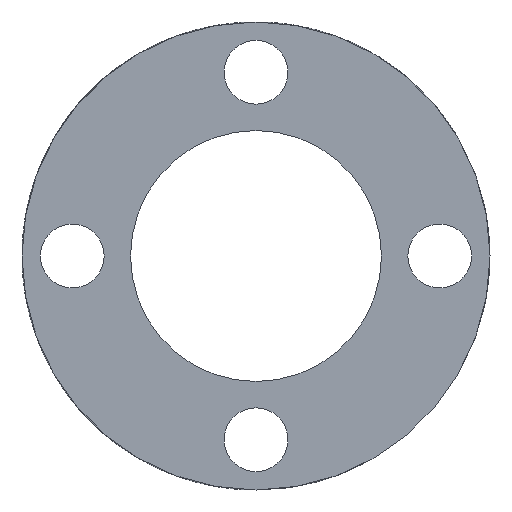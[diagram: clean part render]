
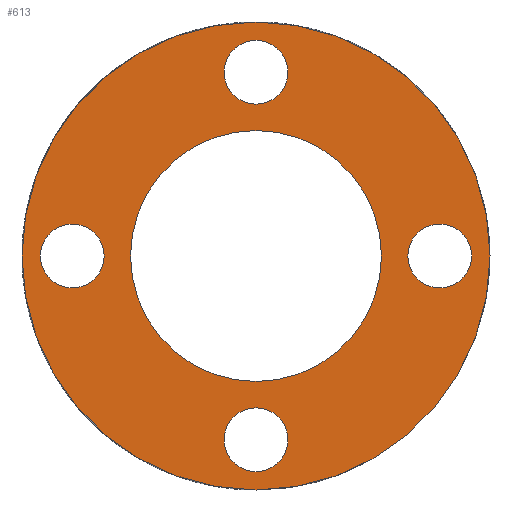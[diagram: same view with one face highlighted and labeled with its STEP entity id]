
A CAD part, front view. The second image highlights one B-rep face of the part: STEP entity #613.
In plain terms, the highlighted planar face has unit normal (0, -1, 0).
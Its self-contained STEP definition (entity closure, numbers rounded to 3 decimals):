
#19 = VERTEX_POINT ( 'NONE', #934 ) ;
#26 = DIRECTION ( 'NONE',  ( 0., 1., 0. ) ) ;
#29 = CIRCLE ( 'NONE', #963, 1.5 ) ;
#42 = DIRECTION ( 'NONE',  ( 0., 0., 1. ) ) ;
#43 = DIRECTION ( 'NONE',  ( 0., 1., 0. ) ) ;
#48 = FACE_BOUND ( 'NONE', #978, .T. ) ;
#51 = VERTEX_POINT ( 'NONE', #695 ) ;
#56 = CARTESIAN_POINT ( 'NONE',  ( 0., 0., 0. ) ) ;
#80 = EDGE_CURVE ( 'NONE', #302, #554, #414, .T. ) ;
#100 = DIRECTION ( 'NONE',  ( 0., 0., 1. ) ) ;
#117 = CARTESIAN_POINT ( 'NONE',  ( -8.638, 0., -1.5 ) ) ;
#137 = CARTESIAN_POINT ( 'NONE',  ( 8.638, 0., 0. ) ) ;
#152 = DIRECTION ( 'NONE',  ( 0., 1., 0. ) ) ;
#153 = EDGE_CURVE ( 'NONE', #525, #567, #961, .T. ) ;
#159 = ORIENTED_EDGE ( 'NONE', *, *, #425, .T. ) ;
#177 = DIRECTION ( 'NONE',  ( 0., 1., 0. ) ) ;
#178 = EDGE_CURVE ( 'NONE', #554, #302, #924, .T. ) ;
#192 = CARTESIAN_POINT ( 'NONE',  ( 0., 0., 7.138 ) ) ;
#229 = CIRCLE ( 'NONE', #1082, 1.5 ) ;
#240 = EDGE_LOOP ( 'NONE', ( #664, #785 ) ) ;
#244 = AXIS2_PLACEMENT_3D ( 'NONE', #56, #816, #489 ) ;
#260 = AXIS2_PLACEMENT_3D ( 'NONE', #835, #763, #348 ) ;
#276 = DIRECTION ( 'NONE',  ( 0., 1., 0. ) ) ;
#278 = AXIS2_PLACEMENT_3D ( 'NONE', #867, #152, #42 ) ;
#281 = EDGE_CURVE ( 'NONE', #1024, #592, #229, .T. ) ;
#287 = DIRECTION ( 'NONE',  ( 0., 1., 0. ) ) ;
#289 = AXIS2_PLACEMENT_3D ( 'NONE', #499, #581, #893 ) ;
#292 = PLANE ( 'NONE',  #244 ) ;
#293 = CARTESIAN_POINT ( 'NONE',  ( 0., 0., 0. ) ) ;
#302 = VERTEX_POINT ( 'NONE', #784 ) ;
#306 = AXIS2_PLACEMENT_3D ( 'NONE', #445, #523, #703 ) ;
#320 = CARTESIAN_POINT ( 'NONE',  ( 0., 0., -11. ) ) ;
#323 = CARTESIAN_POINT ( 'NONE',  ( 0., 0., -8.638 ) ) ;
#348 = DIRECTION ( 'NONE',  ( 0., 0., 1. ) ) ;
#355 = AXIS2_PLACEMENT_3D ( 'NONE', #137, #1052, #894 ) ;
#358 = CARTESIAN_POINT ( 'NONE',  ( -8.638, 0., 0. ) ) ;
#360 = AXIS2_PLACEMENT_3D ( 'NONE', #837, #177, #100 ) ;
#368 = CARTESIAN_POINT ( 'NONE',  ( -8.638, 0., 1.5 ) ) ;
#395 = FACE_BOUND ( 'NONE', #991, .T. ) ;
#413 = CARTESIAN_POINT ( 'NONE',  ( 0., 0., 0. ) ) ;
#414 = CIRCLE ( 'NONE', #306, 1.5 ) ;
#422 = CARTESIAN_POINT ( 'NONE',  ( 0., 0., -7.138 ) ) ;
#425 = EDGE_CURVE ( 'NONE', #592, #1024, #29, .T. ) ;
#428 = EDGE_CURVE ( 'NONE', #1008, #638, #1047, .T. ) ;
#444 = CIRCLE ( 'NONE', #635, 5.9 ) ;
#445 = CARTESIAN_POINT ( 'NONE',  ( 0., 0., 8.638 ) ) ;
#457 = EDGE_CURVE ( 'NONE', #796, #19, #770, .T. ) ;
#458 = FACE_BOUND ( 'NONE', #1046, .T. ) ;
#476 = FACE_OUTER_BOUND ( 'NONE', #240, .T. ) ;
#489 = DIRECTION ( 'NONE',  ( 0., 0., 1. ) ) ;
#493 = EDGE_LOOP ( 'NONE', ( #656, #830 ) ) ;
#496 = EDGE_CURVE ( 'NONE', #567, #525, #444, .T. ) ;
#499 = CARTESIAN_POINT ( 'NONE',  ( 0., 0., 0. ) ) ;
#511 = ORIENTED_EDGE ( 'NONE', *, *, #428, .T. ) ;
#523 = DIRECTION ( 'NONE',  ( 0., 1., 0. ) ) ;
#525 = VERTEX_POINT ( 'NONE', #803 ) ;
#542 = DIRECTION ( 'NONE',  ( 0., 0., 1. ) ) ;
#554 = VERTEX_POINT ( 'NONE', #192 ) ;
#562 = ORIENTED_EDGE ( 'NONE', *, *, #496, .T. ) ;
#566 = CARTESIAN_POINT ( 'NONE',  ( -8.638, 0., 0. ) ) ;
#567 = VERTEX_POINT ( 'NONE', #798 ) ;
#572 = DIRECTION ( 'NONE',  ( 0., 0., 1. ) ) ;
#581 = DIRECTION ( 'NONE',  ( 0., 1., 0. ) ) ;
#592 = VERTEX_POINT ( 'NONE', #368 ) ;
#597 = ORIENTED_EDGE ( 'NONE', *, *, #823, .T. ) ;
#598 = CARTESIAN_POINT ( 'NONE',  ( 8.638, 0., 1.5 ) ) ;
#606 = FACE_BOUND ( 'NONE', #493, .T. ) ;
#613 = ADVANCED_FACE ( 'NONE', ( #476, #48, #395, #606, #781, #458 ), #292, .F. ) ;
#618 = DIRECTION ( 'NONE',  ( 0., 0., 1. ) ) ;
#635 = AXIS2_PLACEMENT_3D ( 'NONE', #1049, #26, #542 ) ;
#638 = VERTEX_POINT ( 'NONE', #422 ) ;
#656 = ORIENTED_EDGE ( 'NONE', *, *, #178, .T. ) ;
#658 = DIRECTION ( 'NONE',  ( 0., 0., 1. ) ) ;
#664 = ORIENTED_EDGE ( 'NONE', *, *, #688, .F. ) ;
#683 = DIRECTION ( 'NONE',  ( 0., 0., 1. ) ) ;
#687 = EDGE_CURVE ( 'NONE', #51, #712, #812, .T. ) ;
#688 = EDGE_CURVE ( 'NONE', #712, #51, #943, .T. ) ;
#695 = CARTESIAN_POINT ( 'NONE',  ( 0., 0., 11. ) ) ;
#703 = DIRECTION ( 'NONE',  ( 0., 0., 1. ) ) ;
#712 = VERTEX_POINT ( 'NONE', #320 ) ;
#747 = ORIENTED_EDGE ( 'NONE', *, *, #153, .T. ) ;
#763 = DIRECTION ( 'NONE',  ( 0., 1., 0. ) ) ;
#769 = ORIENTED_EDGE ( 'NONE', *, *, #813, .T. ) ;
#770 = CIRCLE ( 'NONE', #355, 1.5 ) ;
#773 = CARTESIAN_POINT ( 'NONE',  ( 0., 0., -10.138 ) ) ;
#777 = CIRCLE ( 'NONE', #260, 1.5 ) ;
#781 = FACE_BOUND ( 'NONE', #1043, .T. ) ;
#784 = CARTESIAN_POINT ( 'NONE',  ( 0., 0., 10.138 ) ) ;
#785 = ORIENTED_EDGE ( 'NONE', *, *, #687, .F. ) ;
#796 = VERTEX_POINT ( 'NONE', #598 ) ;
#798 = CARTESIAN_POINT ( 'NONE',  ( 0., 0., 5.9 ) ) ;
#803 = CARTESIAN_POINT ( 'NONE',  ( 0., 0., -5.9 ) ) ;
#812 = CIRCLE ( 'NONE', #289, 11. ) ;
#813 = EDGE_CURVE ( 'NONE', #638, #1008, #777, .T. ) ;
#814 = DIRECTION ( 'NONE',  ( 0., 0., 1. ) ) ;
#816 = DIRECTION ( 'NONE',  ( 0., 1., 0. ) ) ;
#823 = EDGE_CURVE ( 'NONE', #19, #796, #863, .T. ) ;
#830 = ORIENTED_EDGE ( 'NONE', *, *, #80, .T. ) ;
#835 = CARTESIAN_POINT ( 'NONE',  ( 0., 0., -8.638 ) ) ;
#837 = CARTESIAN_POINT ( 'NONE',  ( 8.638, 0., 0. ) ) ;
#854 = AXIS2_PLACEMENT_3D ( 'NONE', #293, #287, #618 ) ;
#863 = CIRCLE ( 'NONE', #360, 1.5 ) ;
#867 = CARTESIAN_POINT ( 'NONE',  ( 0., 0., 8.638 ) ) ;
#878 = AXIS2_PLACEMENT_3D ( 'NONE', #323, #975, #814 ) ;
#893 = DIRECTION ( 'NONE',  ( 0., 0., 1. ) ) ;
#894 = DIRECTION ( 'NONE',  ( 0., 0., 1. ) ) ;
#919 = ORIENTED_EDGE ( 'NONE', *, *, #281, .T. ) ;
#924 = CIRCLE ( 'NONE', #278, 1.5 ) ;
#934 = CARTESIAN_POINT ( 'NONE',  ( 8.638, 0., -1.5 ) ) ;
#943 = CIRCLE ( 'NONE', #1084, 11. ) ;
#961 = CIRCLE ( 'NONE', #854, 5.9 ) ;
#963 = AXIS2_PLACEMENT_3D ( 'NONE', #566, #43, #572 ) ;
#975 = DIRECTION ( 'NONE',  ( 0., 1., 0. ) ) ;
#978 = EDGE_LOOP ( 'NONE', ( #597, #981 ) ) ;
#981 = ORIENTED_EDGE ( 'NONE', *, *, #457, .T. ) ;
#991 = EDGE_LOOP ( 'NONE', ( #747, #562 ) ) ;
#1008 = VERTEX_POINT ( 'NONE', #773 ) ;
#1024 = VERTEX_POINT ( 'NONE', #117 ) ;
#1043 = EDGE_LOOP ( 'NONE', ( #919, #159 ) ) ;
#1046 = EDGE_LOOP ( 'NONE', ( #511, #769 ) ) ;
#1047 = CIRCLE ( 'NONE', #878, 1.5 ) ;
#1049 = CARTESIAN_POINT ( 'NONE',  ( 0., 0., 0. ) ) ;
#1052 = DIRECTION ( 'NONE',  ( 0., 1., 0. ) ) ;
#1068 = DIRECTION ( 'NONE',  ( 0., 1., 0. ) ) ;
#1082 = AXIS2_PLACEMENT_3D ( 'NONE', #358, #276, #683 ) ;
#1084 = AXIS2_PLACEMENT_3D ( 'NONE', #413, #1068, #658 ) ;
